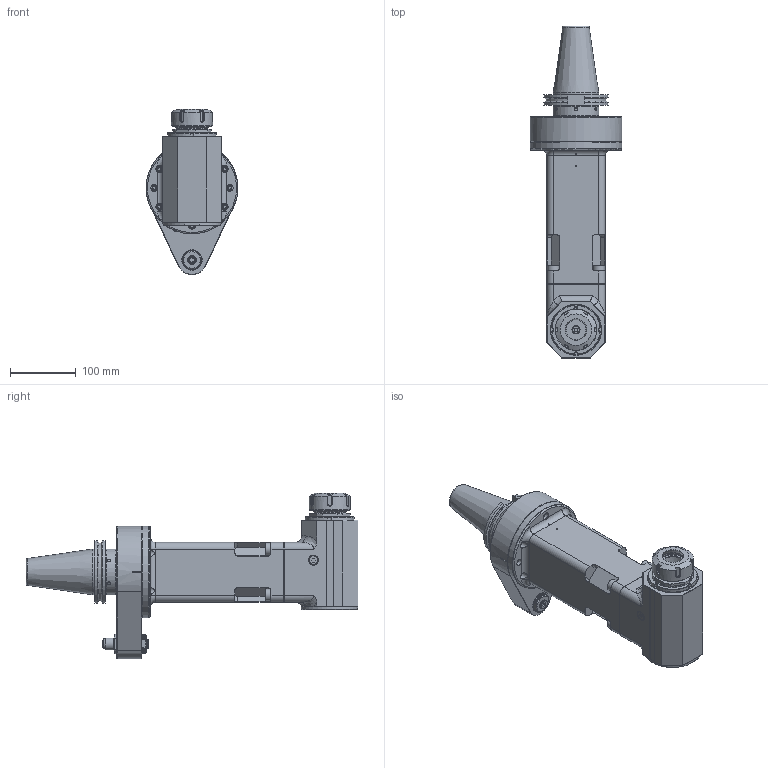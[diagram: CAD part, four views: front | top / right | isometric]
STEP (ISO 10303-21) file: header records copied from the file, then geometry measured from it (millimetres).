
FILE_DESCRIPTION(/* description */ (''),/* implementation_level */ '2;1');
FILE_NAME(/* name */ '9.G90.30L00.287-19C50.stp',/* time_stamp */ '2025-09-05T11:23:35-04:00',/* author */ ('jkrenzer'),/* organization */ (''),/* preprocessor_version */ 'ST-DEVELOPER v18.1',/* originating_system */ 'Autodesk Inventor 2022',/* authorisation */ '');
FILE_SCHEMA (('AUTOMOTIVE_DESIGN { 1 0 10303 214 3 1 1 }'));
Products named in the file (3): 9.G90.30L00.287-19C50; 9_G90_30L0-287; 9_GA3_451_1   (Classic, Type 3, Cat50, 110mm)
Assembly tree (2 placements, depth 2):
  9.G90.30L00.287-19C50
    9_G90_30L0-287
    9_GA3_451_1   (Classic, Type 3, Cat50, 110mm)
Bounding box: 140 x 506.8 x 252.42 mm (x, y, z)
Volume: 2669519.2 mm3; surface area: 550466.3 mm2
Topology: 45 solids, 80 shells, 2402 faces, 6029 edges, 3833 vertices
Faces by surface type: plane 968, cone 550, cylinder 547, bspline 278, torus 41, sphere 18
Full cylindrical faces by diameter (mm): 1.5 x2, 2 x1, 2.5 x12, 3 x12, 3.3 x7, 4 x12, 4.2 x13, 5 x15, 5.2 x2, 5.5 x3, 5.8 x8, 6 x9, 6.4 x1, 6.5 x16, 7 x1, 7.4 x1, 8 x2, 8.5 x3, 9 x2, 9.2 x2, 9.8 x2, 10 x7, 10.25 x1, 10.5 x8, 11 x2, 11.5 x1, 12 x1, 12.8 x2, 13 x2, 13.5 x1
Entity records: 91458 total; most frequent: CARTESIAN_POINT 34542, ORIENTED_EDGE 11854, DIRECTION 11614, EDGE_CURVE 5980, AXIS2_PLACEMENT_3D 4291, VERTEX_POINT 3833, LINE 3032, VECTOR 3032
